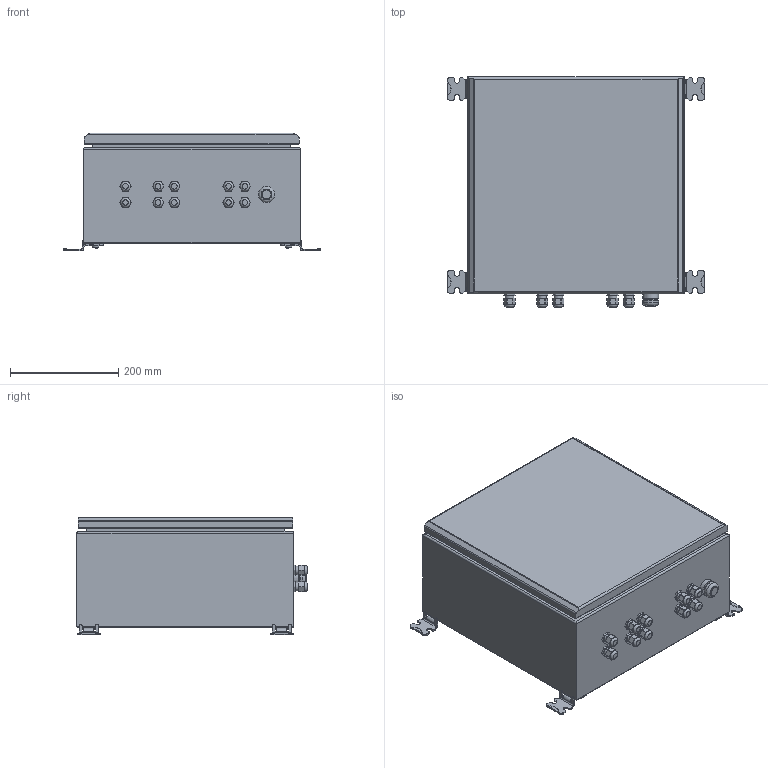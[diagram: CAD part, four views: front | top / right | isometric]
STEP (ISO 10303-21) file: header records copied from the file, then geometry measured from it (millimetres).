
FILE_DESCRIPTION(/* description */ (''),/* implementation_level */ '2;1');
FILE_NAME(/* name */ 'PGA_1-4x200.stp',/* time_stamp */ '2024-04-24T11:58:15+01:00',/* author */ ('thomas.croxson'),/* organization */ (''),/* preprocessor_version */ 'ST-DEVELOPER v18.1',/* originating_system */ 'Autodesk Inventor 2022',/* authorisation */ '');
FILE_SCHEMA (('AUTOMOTIVE_DESIGN { 1 0 10303 214 3 1 1 }'));
Length unit declared in the file: millimetre
Products named in the file (1): PGA_1-4x200 - Shrinkwrap
Bounding box: 475 x 424.7 x 217 mm (x, y, z)
Volume: 32337978.2 mm3; surface area: 718322.6 mm2
Topology: 1 solids, 5 shells, 852 faces, 2285 edges, 1464 vertices
Faces by surface type: plane 445, cylinder 327, torus 39, sphere 20, cone 13, bspline 8
Full cylindrical faces by diameter (mm): 5 x4, 15.8 x10, 18.187 x10, 19.7 x1, 22 x1, 25.7 x1, 29.5 x1, 29.7 x1
Entity records: 28484 total; most frequent: CARTESIAN_POINT 5618, DIRECTION 4798, ORIENTED_EDGE 4550, EDGE_CURVE 2281, AXIS2_PLACEMENT_3D 1736, VERTEX_POINT 1464, LINE 1326, VECTOR 1326
